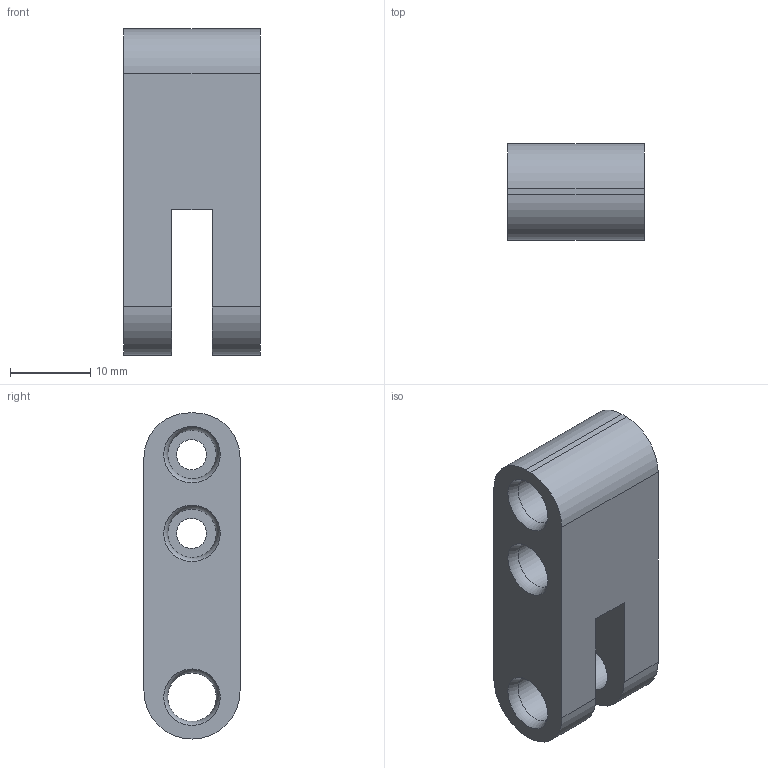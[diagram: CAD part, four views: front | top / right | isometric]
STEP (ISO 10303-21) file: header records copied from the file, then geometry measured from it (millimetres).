
FILE_DESCRIPTION(('HOOPS Exchange Step'),'2;1');
FILE_NAME('temp_export','2026-02-08T15:27:55-06:00',('mobile'),('Shapr3D Limited'),'HOOPS Exchange 2025.9','Shapr3D','Authorized');
FILE_SCHEMA( ('AP242_MANAGED_MODEL_BASED_3D_ENGINEERING_MIM_LF {1 0 10303 442 1 1 4}') );
Length unit declared in the file: millimetre
Products named in the file (3): Trigger Linkage; Back; root
Assembly tree (2 placements, depth 3):
  root
    Back
      Trigger Linkage
Bounding box: 17 x 12 x 40.7 mm (x, y, z)
Volume: 5701.3 mm3; surface area: 3365.6 mm2
Topology: 1 solids, 1 shells, 30 faces, 76 edges, 52 vertices
Faces by surface type: cylinder 12, plane 12, torus 6
Full cylindrical faces by diameter (mm): 3.755 x2, 6.05 x6
Entity records: 1040 total; most frequent: DIRECTION 194, CARTESIAN_POINT 164, ORIENTED_EDGE 152, AXIS2_PLACEMENT_3D 82, EDGE_CURVE 76, VERTEX_POINT 52, CIRCLE 46, EDGE_LOOP 42
